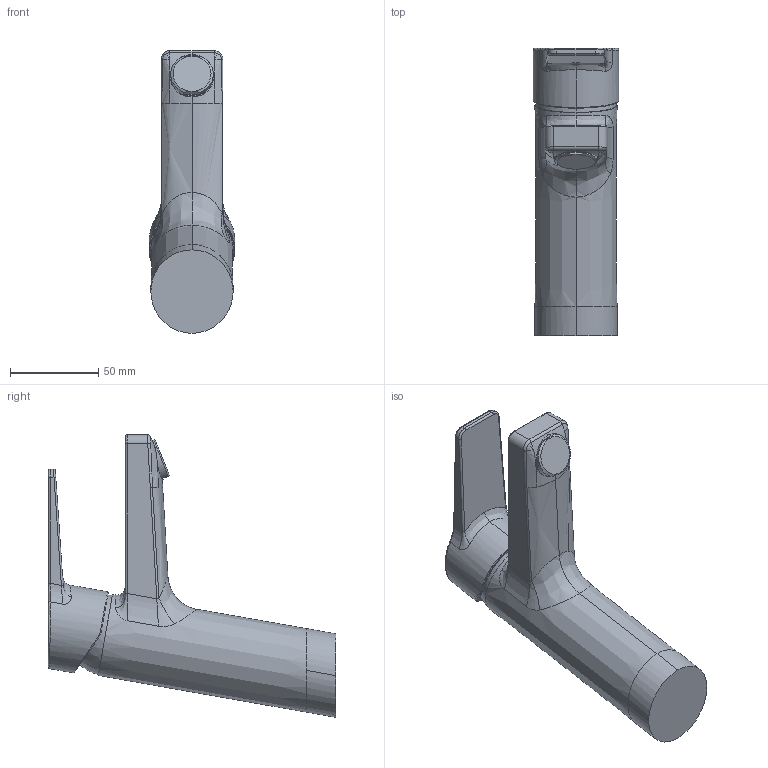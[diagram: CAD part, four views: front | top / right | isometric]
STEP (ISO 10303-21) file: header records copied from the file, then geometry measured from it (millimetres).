
FILE_DESCRIPTION (( 'STEP AP203' ), '1' );
FILE_NAME ('090522830002(2022)+090522830004(2022)+090522830005(2022).STEP', '2022-03-01T13:10:41', ( '' ), ( '' ), 'SwSTEP 2.0', 'SolidWorks 2016', '' );
FILE_SCHEMA (( 'CONFIG_CONTROL_DESIGN' ));
Length unit declared in the file: millimetre
Products named in the file (1): 090522830002(2022)+090522830004(2022)+090522830005(2022)
Bounding box: 48.49 x 162.55 x 159.88 mm (x, y, z)
Volume: 367629 mm3; surface area: 42796.8 mm2
Topology: 1 solids, 1 shells, 95 faces, 224 edges, 134 vertices
Faces by surface type: bspline 50, cylinder 21, plane 17, cone 4, torus 3
Entity records: 6835 total; most frequent: CARTESIAN_POINT 5051, ORIENTED_EDGE 448, EDGE_CURVE 224, DIRECTION 177, B_SPLINE_CURVE_WITH_KNOTS 152, VERTEX_POINT 134, EDGE_LOOP 98, FACE_OUTER_BOUND 95
